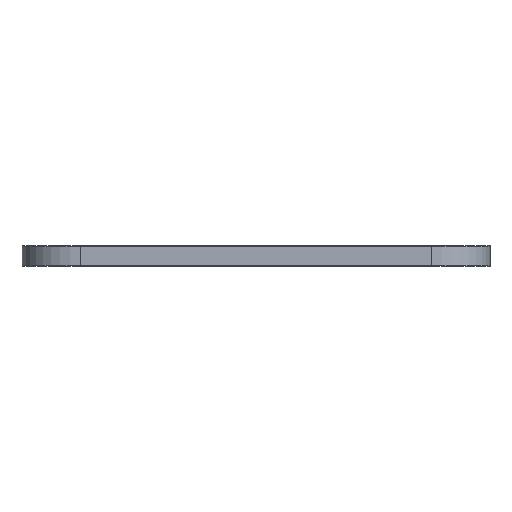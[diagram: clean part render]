
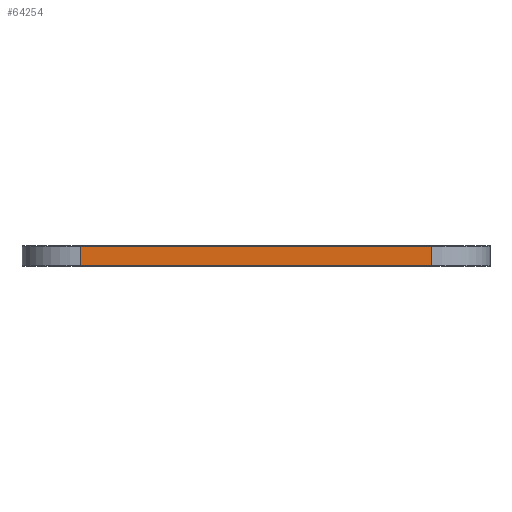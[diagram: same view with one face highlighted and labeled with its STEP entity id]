
A CAD part, left-side view. The second image highlights one B-rep face of the part: STEP entity #64254.
In plain terms, the highlighted planar face has unit normal (-1, 0, 0).
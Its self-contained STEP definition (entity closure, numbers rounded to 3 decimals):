
#63683 = VERTEX_POINT('',#63684);
#63684 = CARTESIAN_POINT('',(-35.75,21.,0.));
#63691 = EDGE_CURVE('',#63692,#63683,#63694,.T.);
#63692 = VERTEX_POINT('',#63693);
#63693 = CARTESIAN_POINT('',(-35.75,3.,0.));
#63694 = LINE('',#63695,#63696);
#63695 = CARTESIAN_POINT('',(-35.75,3.,0.));
#63696 = VECTOR('',#63697,1.);
#63697 = DIRECTION('',(0.,1.,0.));
#63955 = VERTEX_POINT('',#63956);
#63956 = CARTESIAN_POINT('',(-35.75,21.,1.));
#63963 = EDGE_CURVE('',#63964,#63955,#63966,.T.);
#63964 = VERTEX_POINT('',#63965);
#63965 = CARTESIAN_POINT('',(-35.75,3.,1.));
#63966 = LINE('',#63967,#63968);
#63967 = CARTESIAN_POINT('',(-35.75,3.,1.));
#63968 = VECTOR('',#63969,1.);
#63969 = DIRECTION('',(0.,1.,0.));
#64224 = EDGE_CURVE('',#63683,#63955,#64225,.T.);
#64225 = LINE('',#64226,#64227);
#64226 = CARTESIAN_POINT('',(-35.75,21.,0.));
#64227 = VECTOR('',#64228,1.);
#64228 = DIRECTION('',(0.,0.,1.));
#64254 = ADVANCED_FACE('',(#64255),#64266,.T.);
#64255 = FACE_BOUND('',#64256,.T.);
#64256 = EDGE_LOOP('',(#64257,#64263,#64264,#64265));
#64257 = ORIENTED_EDGE('',*,*,#64258,.T.);
#64258 = EDGE_CURVE('',#63692,#63964,#64259,.T.);
#64259 = LINE('',#64260,#64261);
#64260 = CARTESIAN_POINT('',(-35.75,3.,0.));
#64261 = VECTOR('',#64262,1.);
#64262 = DIRECTION('',(0.,0.,1.));
#64263 = ORIENTED_EDGE('',*,*,#63963,.T.);
#64264 = ORIENTED_EDGE('',*,*,#64224,.F.);
#64265 = ORIENTED_EDGE('',*,*,#63691,.F.);
#64266 = PLANE('',#64267);
#64267 = AXIS2_PLACEMENT_3D('',#64268,#64269,#64270);
#64268 = CARTESIAN_POINT('',(-35.75,3.,0.));
#64269 = DIRECTION('',(-1.,0.,0.));
#64270 = DIRECTION('',(0.,1.,0.));
